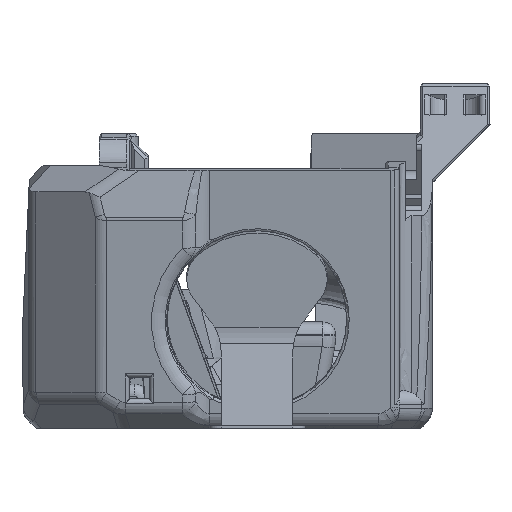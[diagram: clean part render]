
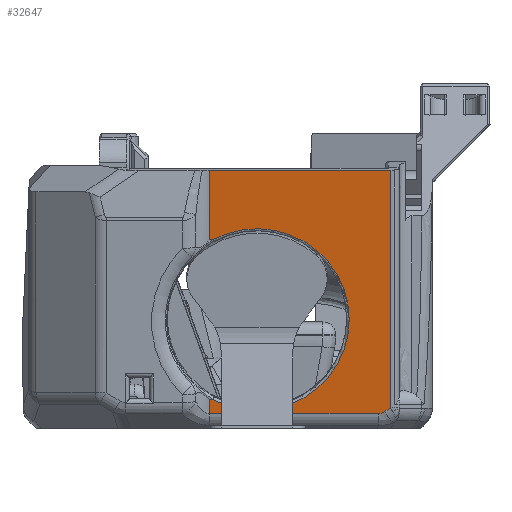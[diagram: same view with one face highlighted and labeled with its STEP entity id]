
A CAD part, left-side view. The second image highlights one B-rep face of the part: STEP entity #32647.
In plain terms, the highlighted planar face has unit normal (-0.985, 0, -0.174).
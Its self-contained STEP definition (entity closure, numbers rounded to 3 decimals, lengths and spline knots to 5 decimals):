
#801=B_SPLINE_CURVE_WITH_KNOTS('',3,(#53391,#53392,#53393,#53394),
 .UNSPECIFIED.,.F.,.F.,(4,4),(0.61821,1.),.UNSPECIFIED.);
#870=B_SPLINE_CURVE_WITH_KNOTS('',3,(#54572,#54573,#54574,#54575),
 .UNSPECIFIED.,.F.,.F.,(4,4),(0.,0.3818),.UNSPECIFIED.);
#1707=CIRCLE('',#35276,0.0144);
#2709=ELLIPSE('',#34966,0.0032,0.002);
#7496=ORIENTED_EDGE('',*,*,#15411,.T.);
#7497=ORIENTED_EDGE('',*,*,#15426,.F.);
#7498=ORIENTED_EDGE('',*,*,#15427,.F.);
#7499=ORIENTED_EDGE('',*,*,#15428,.F.);
#7500=ORIENTED_EDGE('',*,*,#15429,.T.);
#7501=ORIENTED_EDGE('',*,*,#15063,.T.);
#7502=ORIENTED_EDGE('',*,*,#14991,.F.);
#7503=ORIENTED_EDGE('',*,*,#14990,.T.);
#7504=ORIENTED_EDGE('',*,*,#14988,.T.);
#7505=ORIENTED_EDGE('',*,*,#14986,.F.);
#14986=EDGE_CURVE('',#19340,#19341,#22292,.T.);
#14988=EDGE_CURVE('',#19342,#19341,#2709,.T.);
#14990=EDGE_CURVE('',#18935,#19342,#22293,.T.);
#14991=EDGE_CURVE('',#18935,#19343,#22294,.T.);
#15063=EDGE_CURVE('',#19383,#19343,#801,.T.);
#15411=EDGE_CURVE('',#19340,#19566,#22478,.T.);
#15426=EDGE_CURVE('',#19577,#19566,#22487,.T.);
#15427=EDGE_CURVE('',#19578,#19577,#22488,.T.);
#15428=EDGE_CURVE('',#19579,#19578,#870,.F.);
#15429=EDGE_CURVE('',#19579,#19383,#1707,.T.);
#18935=VERTEX_POINT('',#49743);
#19340=VERTEX_POINT('',#52839);
#19341=VERTEX_POINT('',#52841);
#19342=VERTEX_POINT('',#52856);
#19343=VERTEX_POINT('',#52862);
#19383=VERTEX_POINT('',#53395);
#19566=VERTEX_POINT('',#54515);
#19577=VERTEX_POINT('',#54569);
#19578=VERTEX_POINT('',#54571);
#19579=VERTEX_POINT('',#54576);
#22292=LINE('',#52840,#25176);
#22293=LINE('',#52859,#25177);
#22294=LINE('',#52861,#25178);
#22478=LINE('',#54516,#25362);
#22487=LINE('',#54568,#25371);
#22488=LINE('',#54570,#25372);
#25176=VECTOR('',#40181,1.);
#25177=VECTOR('',#40190,1.);
#25178=VECTOR('',#40193,1.);
#25362=VECTOR('',#40977,1.);
#25371=VECTOR('',#40998,1.);
#25372=VECTOR('',#40999,1.);
#27683=EDGE_LOOP('',(#7496,#7497,#7498,#7499,#7500,#7501,#7502,#7503,#7504,
#7505));
#29671=FACE_BOUND('',#27683,.T.);
#31193=PLANE('',#35275);
#32647=ADVANCED_FACE('',(#29671),#31193,.F.);
#34966=AXIS2_PLACEMENT_3D('',#52855,#40184,#40185);
#35275=AXIS2_PLACEMENT_3D('',#54567,#40996,#40997);
#35276=AXIS2_PLACEMENT_3D('',#54577,#41000,#41001);
#40181=DIRECTION('',(0.097,0.829,-0.551));
#40184=DIRECTION('',(-0.985,0.,-0.174));
#40185=DIRECTION('',(-0.165,-0.304,0.938));
#40190=DIRECTION('',(0.,-1.,0.));
#40193=DIRECTION('',(-0.174,0.,0.985));
#40977=DIRECTION('',(-0.174,0.,0.985));
#40996=DIRECTION('',(0.985,0.,0.174));
#40997=DIRECTION('',(-0.174,0.,0.985));
#40998=DIRECTION('',(0.,-1.,0.));
#40999=DIRECTION('',(-0.174,0.,0.985));
#41000=DIRECTION('',(0.985,0.,0.174));
#41001=DIRECTION('',(0.174,0.,-0.985));
#49743=CARTESIAN_POINT('',(-0.02786,0.01227,0.00226));
#52839=CARTESIAN_POINT('',(-0.02803,-0.016,0.00322));
#52840=CARTESIAN_POINT('',(-0.02782,-0.0142,0.00202));
#52841=CARTESIAN_POINT('',(-0.02792,-0.01507,0.0026));
#52855=CARTESIAN_POINT('',(-0.0284,-0.01465,0.00533));
#52856=CARTESIAN_POINT('',(-0.02786,-0.01407,0.00226));
#52859=CARTESIAN_POINT('',(-0.02786,-0.01465,0.00226));
#52861=CARTESIAN_POINT('',(-0.03119,0.01227,0.0211));
#52862=CARTESIAN_POINT('',(-0.02826,0.01227,0.00448));
#53391=CARTESIAN_POINT('',(-0.02826,0.01177,0.00453));
#53392=CARTESIAN_POINT('',(-0.02826,0.01193,0.00452));
#53393=CARTESIAN_POINT('',(-0.02826,0.0121,0.0045));
#53394=CARTESIAN_POINT('',(-0.02826,0.01227,0.00448));
#53395=CARTESIAN_POINT('',(-0.02826,0.01177,0.00453));
#54515=CARTESIAN_POINT('',(-0.03457,-0.016,0.0403));
#54516=CARTESIAN_POINT('',(-0.00766,-0.016,-0.1123));
#54567=CARTESIAN_POINT('',(-0.03119,0.02485,0.0211));
#54568=CARTESIAN_POINT('',(-0.03457,0.02485,0.0403));
#54569=CARTESIAN_POINT('',(-0.03457,0.01227,0.0403));
#54570=CARTESIAN_POINT('',(-0.03119,0.01227,0.0211));
#54571=CARTESIAN_POINT('',(-0.03266,0.01227,0.02946));
#54572=CARTESIAN_POINT('',(-0.03266,0.01227,0.02946));
#54573=CARTESIAN_POINT('',(-0.03266,0.0121,0.02944));
#54574=CARTESIAN_POINT('',(-0.03265,0.01193,0.02943));
#54575=CARTESIAN_POINT('',(-0.03265,0.01177,0.02941));
#54576=CARTESIAN_POINT('',(-0.03265,0.01177,0.02941));
#54577=CARTESIAN_POINT('',(-0.03046,0.00485,0.01697));
